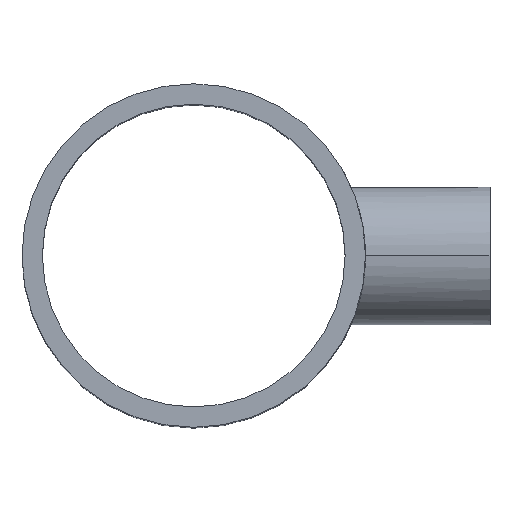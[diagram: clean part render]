
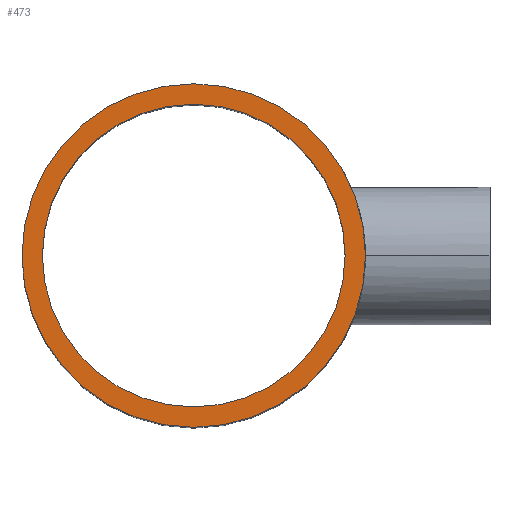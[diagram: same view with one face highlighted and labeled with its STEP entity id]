
A CAD part, top view. The second image highlights one B-rep face of the part: STEP entity #473.
In plain terms, the highlighted planar face has unit normal (0, 0, 1).
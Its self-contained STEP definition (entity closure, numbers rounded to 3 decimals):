
#23 = ORIENTED_EDGE ( 'NONE', *, *, #628, .F. ) ;
#26 = CARTESIAN_POINT ( 'NONE',  ( 0., 0., 308.5 ) ) ;
#33 = CIRCLE ( 'NONE', #601, 176.3 ) ;
#39 = CARTESIAN_POINT ( 'NONE',  ( 176.3, 0., 308.5 ) ) ;
#79 = DIRECTION ( 'NONE',  ( 0., 0., 1. ) ) ;
#85 = CARTESIAN_POINT ( 'NONE',  ( 0., 0., 308.5 ) ) ;
#88 = DIRECTION ( 'NONE',  ( 0., 0., 1. ) ) ;
#99 = CARTESIAN_POINT ( 'NONE',  ( 0., 0., 308.5 ) ) ;
#125 = ORIENTED_EDGE ( 'NONE', *, *, #302, .T. ) ;
#141 = FACE_BOUND ( 'NONE', #624, .T. ) ;
#210 = EDGE_CURVE ( 'NONE', #496, #638, #616, .T. ) ;
#219 = CIRCLE ( 'NONE', #334, 200. ) ;
#223 = DIRECTION ( 'NONE',  ( 1., 0., 0. ) ) ;
#251 = DIRECTION ( 'NONE',  ( 1., 0., 0. ) ) ;
#263 = VERTEX_POINT ( 'NONE', #621 ) ;
#277 = CARTESIAN_POINT ( 'NONE',  ( -176.3, 0., 308.5 ) ) ;
#302 = EDGE_CURVE ( 'NONE', #347, #263, #219, .T. ) ;
#309 = FACE_OUTER_BOUND ( 'NONE', #717, .T. ) ;
#312 = DIRECTION ( 'NONE',  ( 1., 0., 0. ) ) ;
#334 = AXIS2_PLACEMENT_3D ( 'NONE', #26, #400, #410 ) ;
#347 = VERTEX_POINT ( 'NONE', #525 ) ;
#353 = ORIENTED_EDGE ( 'NONE', *, *, #608, .T. ) ;
#356 = CIRCLE ( 'NONE', #409, 200. ) ;
#363 = PLANE ( 'NONE',  #393 ) ;
#393 = AXIS2_PLACEMENT_3D ( 'NONE', #587, #88, #312 ) ;
#400 = DIRECTION ( 'NONE',  ( 0., 0., 1. ) ) ;
#409 = AXIS2_PLACEMENT_3D ( 'NONE', #85, #533, #251 ) ;
#410 = DIRECTION ( 'NONE',  ( 1., 0., 0. ) ) ;
#457 = CARTESIAN_POINT ( 'NONE',  ( 0., 0., 308.5 ) ) ;
#473 = ADVANCED_FACE ( 'NONE', ( #309, #141 ), #363, .T. ) ;
#496 = VERTEX_POINT ( 'NONE', #39 ) ;
#509 = DIRECTION ( 'NONE',  ( 1., 0., 0. ) ) ;
#525 = CARTESIAN_POINT ( 'NONE',  ( 200., 0., 308.5 ) ) ;
#533 = DIRECTION ( 'NONE',  ( 0., 0., 1. ) ) ;
#587 = CARTESIAN_POINT ( 'NONE',  ( 0., 0., 308.5 ) ) ;
#601 = AXIS2_PLACEMENT_3D ( 'NONE', #99, #672, #223 ) ;
#602 = ORIENTED_EDGE ( 'NONE', *, *, #210, .F. ) ;
#608 = EDGE_CURVE ( 'NONE', #263, #347, #356, .T. ) ;
#616 = CIRCLE ( 'NONE', #691, 176.3 ) ;
#621 = CARTESIAN_POINT ( 'NONE',  ( -200., 0., 308.5 ) ) ;
#624 = EDGE_LOOP ( 'NONE', ( #23, #602 ) ) ;
#628 = EDGE_CURVE ( 'NONE', #638, #496, #33, .T. ) ;
#638 = VERTEX_POINT ( 'NONE', #277 ) ;
#672 = DIRECTION ( 'NONE',  ( 0., 0., 1. ) ) ;
#691 = AXIS2_PLACEMENT_3D ( 'NONE', #457, #79, #509 ) ;
#717 = EDGE_LOOP ( 'NONE', ( #353, #125 ) ) ;
